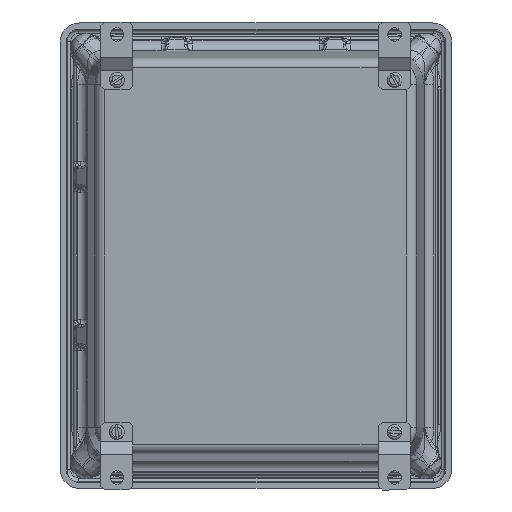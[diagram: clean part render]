
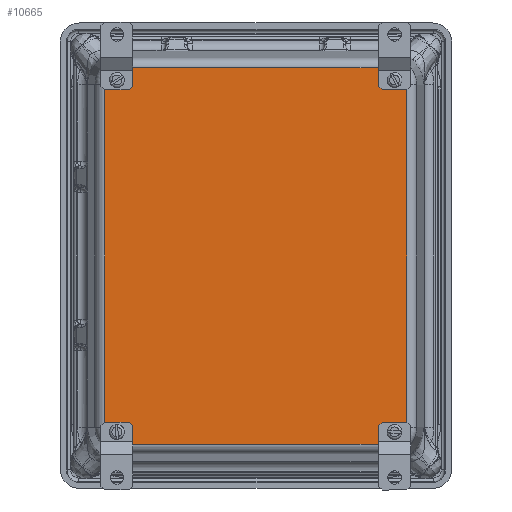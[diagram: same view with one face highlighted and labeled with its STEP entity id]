
A CAD part, front view. The second image highlights one B-rep face of the part: STEP entity #10665.
In plain terms, the highlighted planar face has unit normal (0, -1, 0).
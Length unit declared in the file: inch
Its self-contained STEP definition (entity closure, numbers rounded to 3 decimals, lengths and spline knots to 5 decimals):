
#283 = CARTESIAN_POINT ( 'NONE',  ( 3.81705, -6.12876, 4.33503 ) ) ;
#314 = CIRCLE ( 'NONE', #6788, 0.15622 ) ;
#663 = AXIS2_PLACEMENT_3D ( 'NONE', #4944, #24539, #7745 ) ;
#965 = CARTESIAN_POINT ( 'NONE',  ( 3.39677, -6.12876, 4.75531 ) ) ;
#1330 = DIRECTION ( 'NONE',  ( 0., -1., 0. ) ) ;
#1497 = ORIENTED_EDGE ( 'NONE', *, *, #4347, .F. ) ;
#1652 = AXIS2_PLACEMENT_3D ( 'NONE', #11452, #31046, #14242 ) ;
#1670 = DIRECTION ( 'NONE',  ( 0., 0., -1. ) ) ;
#1873 = CARTESIAN_POINT ( 'NONE',  ( 3.81705, -6.12876, -4.33509 ) ) ;
#2513 = AXIS2_PLACEMENT_3D ( 'NONE', #18099, #1330, #20925 ) ;
#2594 = DIRECTION ( 'NONE',  ( 0., 0., 1. ) ) ;
#2801 = VERTEX_POINT ( 'NONE', #24300 ) ;
#2848 = EDGE_CURVE ( 'NONE', #29339, #33087, #26591, .T. ) ;
#2954 = ORIENTED_EDGE ( 'NONE', *, *, #10615, .F. ) ;
#2973 = DIRECTION ( 'NONE',  ( 1., 0., 0. ) ) ;
#3467 = CARTESIAN_POINT ( 'NONE',  ( -3.817, -6.12876, 4.33503 ) ) ;
#3618 = CARTESIAN_POINT ( 'NONE',  ( 3.51194, -6.12876, -4.29403 ) ) ;
#3846 = CARTESIAN_POINT ( 'NONE',  ( -3.39672, -6.12876, 4.75531 ) ) ;
#4347 = EDGE_CURVE ( 'NONE', #2801, #14542, #28677, .T. ) ;
#4944 = CARTESIAN_POINT ( 'NONE',  ( -3.39672, -6.12876, -4.33509 ) ) ;
#5145 = EDGE_LOOP ( 'NONE', ( #19148, #16086 ) ) ;
#5220 = EDGE_CURVE ( 'NONE', #9510, #13423, #26909, .T. ) ;
#5298 = CIRCLE ( 'NONE', #5803, 0.42028 ) ;
#5417 = DIRECTION ( 'NONE',  ( 0., 0., 1. ) ) ;
#5515 = CARTESIAN_POINT ( 'NONE',  ( 3.39677, -6.12876, -4.75537 ) ) ;
#5555 = AXIS2_PLACEMENT_3D ( 'NONE', #36167, #19349, #2594 ) ;
#5803 = AXIS2_PLACEMENT_3D ( 'NONE', #35237, #18433, #1670 ) ;
#5911 = CIRCLE ( 'NONE', #16471, 0.15622 ) ;
#6694 = EDGE_CURVE ( 'NONE', #15878, #24531, #9778, .T. ) ;
#6725 = VECTOR ( 'NONE', #5417, 39.37008 ) ;
#6788 = AXIS2_PLACEMENT_3D ( 'NONE', #29976, #13167, #32760 ) ;
#6970 = DIRECTION ( 'NONE',  ( 0., -1., 0. ) ) ;
#7745 = DIRECTION ( 'NONE',  ( 0., 0., -1. ) ) ;
#8547 = CARTESIAN_POINT ( 'NONE',  ( -3.51188, -6.12876, 4.60641 ) ) ;
#8899 = EDGE_CURVE ( 'NONE', #15273, #29339, #26383, .T. ) ;
#9075 = DIRECTION ( 'NONE',  ( -1., 0., 0. ) ) ;
#9510 = VERTEX_POINT ( 'NONE', #5515 ) ;
#9567 = LINE ( 'NONE', #19718, #31042 ) ;
#9675 = CARTESIAN_POINT ( 'NONE',  ( 3.39677, -6.12876, 4.75531 ) ) ;
#9757 = AXIS2_PLACEMENT_3D ( 'NONE', #23747, #6970, #26572 ) ;
#9778 = CIRCLE ( 'NONE', #1652, 0.15622 ) ;
#9955 = CARTESIAN_POINT ( 'NONE',  ( -3.39672, -6.12876, 4.33503 ) ) ;
#10230 = CARTESIAN_POINT ( 'NONE',  ( -3.51188, -6.12876, -4.29403 ) ) ;
#10494 = ORIENTED_EDGE ( 'NONE', *, *, #5220, .T. ) ;
#10615 = EDGE_CURVE ( 'NONE', #24531, #15878, #20104, .T. ) ;
#10665 = ADVANCED_FACE ( 'NONE', ( #18351, #24964, #17461, #32371, #11803 ), #25150, .T. ) ;
#10962 = VERTEX_POINT ( 'NONE', #9675 ) ;
#11178 = DIRECTION ( 'NONE',  ( 0., 0., -1. ) ) ;
#11281 = EDGE_CURVE ( 'NONE', #31929, #30040, #28057, .T. ) ;
#11366 = EDGE_LOOP ( 'NONE', ( #34647, #2954 ) ) ;
#11452 = CARTESIAN_POINT ( 'NONE',  ( -3.51188, -6.12876, -4.45025 ) ) ;
#11481 = CARTESIAN_POINT ( 'NONE',  ( 3.51194, -6.12876, -4.45025 ) ) ;
#11773 = CIRCLE ( 'NONE', #2513, 0.15622 ) ;
#11782 = AXIS2_PLACEMENT_3D ( 'NONE', #11481, #31075, #14269 ) ;
#11803 = FACE_OUTER_BOUND ( 'NONE', #16683, .T. ) ;
#12032 = CARTESIAN_POINT ( 'NONE',  ( 3.51194, -6.12876, -4.45025 ) ) ;
#12225 = DIRECTION ( 'NONE',  ( 0., -1., 0. ) ) ;
#12343 = EDGE_CURVE ( 'NONE', #25318, #27505, #11773, .T. ) ;
#12425 = ORIENTED_EDGE ( 'NONE', *, *, #12343, .F. ) ;
#12747 = ORIENTED_EDGE ( 'NONE', *, *, #8899, .T. ) ;
#12748 = DIRECTION ( 'NONE',  ( 0., 0., -1. ) ) ;
#12863 = EDGE_CURVE ( 'NONE', #30040, #31929, #314, .T. ) ;
#13167 = DIRECTION ( 'NONE',  ( 0., -1., 0. ) ) ;
#13423 = VERTEX_POINT ( 'NONE', #1873 ) ;
#14131 = LINE ( 'NONE', #33296, #6725 ) ;
#14242 = DIRECTION ( 'NONE',  ( 0., 0., 1. ) ) ;
#14269 = DIRECTION ( 'NONE',  ( 0., 0., -1. ) ) ;
#14542 = VERTEX_POINT ( 'NONE', #3618 ) ;
#14620 = DIRECTION ( 'NONE',  ( 0., -1., 0. ) ) ;
#14817 = DIRECTION ( 'NONE',  ( 0., 0., -1. ) ) ;
#15049 = ORIENTED_EDGE ( 'NONE', *, *, #29402, .T. ) ;
#15273 = VERTEX_POINT ( 'NONE', #26920 ) ;
#15845 = CARTESIAN_POINT ( 'NONE',  ( -3.39672, -6.12876, -4.75537 ) ) ;
#15878 = VERTEX_POINT ( 'NONE', #16773 ) ;
#16086 = ORIENTED_EDGE ( 'NONE', *, *, #12863, .F. ) ;
#16471 = AXIS2_PLACEMENT_3D ( 'NONE', #29018, #12225, #31822 ) ;
#16683 = EDGE_LOOP ( 'NONE', ( #10494, #25565, #32545, #30162, #30637, #12747, #31444, #15049 ) ) ;
#16773 = CARTESIAN_POINT ( 'NONE',  ( -3.51188, -6.12876, -4.60647 ) ) ;
#17325 = VERTEX_POINT ( 'NONE', #3846 ) ;
#17461 = FACE_BOUND ( 'NONE', #32941, .T. ) ;
#18099 = CARTESIAN_POINT ( 'NONE',  ( 3.51194, -6.12876, 4.45019 ) ) ;
#18117 = AXIS2_PLACEMENT_3D ( 'NONE', #31425, #14620, #34224 ) ;
#18351 = FACE_BOUND ( 'NONE', #11366, .T. ) ;
#18433 = DIRECTION ( 'NONE',  ( 0., -1., 0. ) ) ;
#18706 = EDGE_CURVE ( 'NONE', #17325, #15273, #20185, .T. ) ;
#18895 = VECTOR ( 'NONE', #25900, 39.37008 ) ;
#19148 = ORIENTED_EDGE ( 'NONE', *, *, #11281, .F. ) ;
#19349 = DIRECTION ( 'NONE',  ( 0., -1., 0. ) ) ;
#19551 = AXIS2_PLACEMENT_3D ( 'NONE', #9955, #29551, #12748 ) ;
#19605 = EDGE_CURVE ( 'NONE', #10962, #17325, #30680, .T. ) ;
#19718 = CARTESIAN_POINT ( 'NONE',  ( 3.39677, -6.12876, -4.75537 ) ) ;
#20104 = CIRCLE ( 'NONE', #5555, 0.15622 ) ;
#20185 = CIRCLE ( 'NONE', #19551, 0.42028 ) ;
#20414 = VERTEX_POINT ( 'NONE', #283 ) ;
#20773 = CARTESIAN_POINT ( 'NONE',  ( 3.51194, -6.12876, 4.60641 ) ) ;
#20925 = DIRECTION ( 'NONE',  ( 0., 0., 1. ) ) ;
#23747 = CARTESIAN_POINT ( 'NONE',  ( -3.51188, -6.12876, 4.45019 ) ) ;
#23826 = ORIENTED_EDGE ( 'NONE', *, *, #24155, .F. ) ;
#24007 = AXIS2_PLACEMENT_3D ( 'NONE', #12032, #31631, #14817 ) ;
#24155 = EDGE_CURVE ( 'NONE', #14542, #2801, #33522, .T. ) ;
#24300 = CARTESIAN_POINT ( 'NONE',  ( 3.51194, -6.12876, -4.60647 ) ) ;
#24531 = VERTEX_POINT ( 'NONE', #10230 ) ;
#24539 = DIRECTION ( 'NONE',  ( 0., -1., 0. ) ) ;
#24964 = FACE_BOUND ( 'NONE', #35134, .T. ) ;
#25021 = CARTESIAN_POINT ( 'NONE',  ( 3.39677, -6.12876, 4.33503 ) ) ;
#25150 = PLANE ( 'NONE',  #26204 ) ;
#25295 = EDGE_CURVE ( 'NONE', #27505, #25318, #5911, .T. ) ;
#25318 = VERTEX_POINT ( 'NONE', #34516 ) ;
#25565 = ORIENTED_EDGE ( 'NONE', *, *, #35513, .T. ) ;
#25900 = DIRECTION ( 'NONE',  ( 0., 0., -1. ) ) ;
#26204 = AXIS2_PLACEMENT_3D ( 'NONE', #25021, #27954, #11178 ) ;
#26383 = LINE ( 'NONE', #3467, #18895 ) ;
#26572 = DIRECTION ( 'NONE',  ( 0., 0., -1. ) ) ;
#26591 = CIRCLE ( 'NONE', #663, 0.42028 ) ;
#26909 = CIRCLE ( 'NONE', #18117, 0.42028 ) ;
#26920 = CARTESIAN_POINT ( 'NONE',  ( -3.817, -6.12876, 4.33503 ) ) ;
#27505 = VERTEX_POINT ( 'NONE', #20773 ) ;
#27581 = EDGE_CURVE ( 'NONE', #20414, #10962, #5298, .T. ) ;
#27954 = DIRECTION ( 'NONE',  ( 0., -1., 0. ) ) ;
#28057 = CIRCLE ( 'NONE', #9757, 0.15622 ) ;
#28472 = ORIENTED_EDGE ( 'NONE', *, *, #25295, .F. ) ;
#28677 = CIRCLE ( 'NONE', #24007, 0.15622 ) ;
#29018 = CARTESIAN_POINT ( 'NONE',  ( 3.51194, -6.12876, 4.45019 ) ) ;
#29339 = VERTEX_POINT ( 'NONE', #33452 ) ;
#29402 = EDGE_CURVE ( 'NONE', #33087, #9510, #9567, .T. ) ;
#29551 = DIRECTION ( 'NONE',  ( 0., -1., 0. ) ) ;
#29976 = CARTESIAN_POINT ( 'NONE',  ( -3.51188, -6.12876, 4.45019 ) ) ;
#30040 = VERTEX_POINT ( 'NONE', #8547 ) ;
#30162 = ORIENTED_EDGE ( 'NONE', *, *, #19605, .T. ) ;
#30637 = ORIENTED_EDGE ( 'NONE', *, *, #18706, .T. ) ;
#30680 = LINE ( 'NONE', #965, #31556 ) ;
#31042 = VECTOR ( 'NONE', #2973, 39.37008 ) ;
#31046 = DIRECTION ( 'NONE',  ( 0., -1., 0. ) ) ;
#31075 = DIRECTION ( 'NONE',  ( 0., -1., 0. ) ) ;
#31425 = CARTESIAN_POINT ( 'NONE',  ( 3.39677, -6.12876, -4.33509 ) ) ;
#31444 = ORIENTED_EDGE ( 'NONE', *, *, #2848, .T. ) ;
#31556 = VECTOR ( 'NONE', #9075, 39.37008 ) ;
#31631 = DIRECTION ( 'NONE',  ( 0., -1., 0. ) ) ;
#31822 = DIRECTION ( 'NONE',  ( 0., 0., 1. ) ) ;
#31929 = VERTEX_POINT ( 'NONE', #33485 ) ;
#32371 = FACE_BOUND ( 'NONE', #5145, .T. ) ;
#32545 = ORIENTED_EDGE ( 'NONE', *, *, #27581, .T. ) ;
#32760 = DIRECTION ( 'NONE',  ( 0., 0., -1. ) ) ;
#32941 = EDGE_LOOP ( 'NONE', ( #12425, #28472 ) ) ;
#33087 = VERTEX_POINT ( 'NONE', #15845 ) ;
#33296 = CARTESIAN_POINT ( 'NONE',  ( 3.81705, -6.12876, 4.33503 ) ) ;
#33452 = CARTESIAN_POINT ( 'NONE',  ( -3.817, -6.12876, -4.33509 ) ) ;
#33485 = CARTESIAN_POINT ( 'NONE',  ( -3.51188, -6.12876, 4.29397 ) ) ;
#33522 = CIRCLE ( 'NONE', #11782, 0.15622 ) ;
#34224 = DIRECTION ( 'NONE',  ( 0., 0., -1. ) ) ;
#34516 = CARTESIAN_POINT ( 'NONE',  ( 3.51194, -6.12876, 4.29397 ) ) ;
#34647 = ORIENTED_EDGE ( 'NONE', *, *, #6694, .F. ) ;
#35134 = EDGE_LOOP ( 'NONE', ( #1497, #23826 ) ) ;
#35237 = CARTESIAN_POINT ( 'NONE',  ( 3.39677, -6.12876, 4.33503 ) ) ;
#35513 = EDGE_CURVE ( 'NONE', #13423, #20414, #14131, .T. ) ;
#36167 = CARTESIAN_POINT ( 'NONE',  ( -3.51188, -6.12876, -4.45025 ) ) ;
